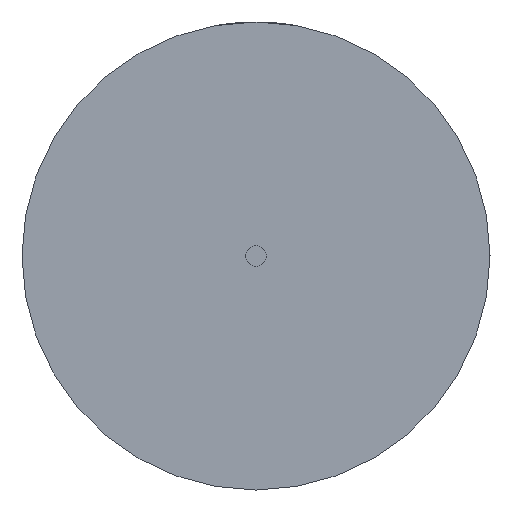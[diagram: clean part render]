
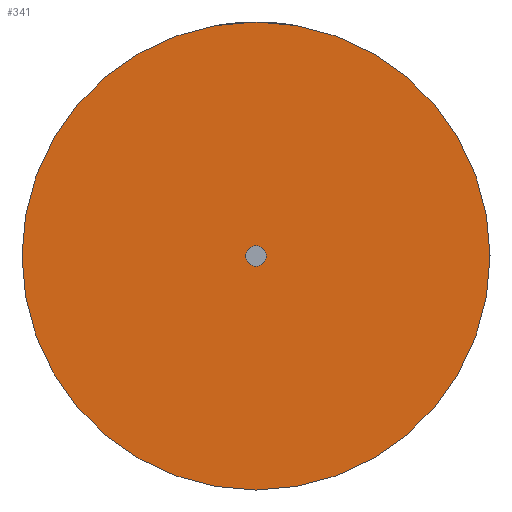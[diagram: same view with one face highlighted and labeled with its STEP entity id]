
A CAD part, left-side view. The second image highlights one B-rep face of the part: STEP entity #341.
In plain terms, the highlighted planar face has unit normal (-1, 0, 0).
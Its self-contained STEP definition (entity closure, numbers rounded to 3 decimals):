
#57 = CARTESIAN_POINT ( 'NONE',  ( -0.005, 0., -11.5 ) ) ;
#235 = CARTESIAN_POINT ( 'NONE',  ( -0.005, 0., 0. ) ) ;
#256 = CIRCLE ( 'NONE', #2721, 0.5 ) ;
#289 = CIRCLE ( 'NONE', #1976, 0.5 ) ;
#339 = DIRECTION ( 'NONE',  ( -1., 0., 0. ) ) ;
#341 = ADVANCED_FACE ( 'NONE', ( #1743, #3252 ), #2609, .T. ) ;
#485 = AXIS2_PLACEMENT_3D ( 'NONE', #987, #2737, #2728 ) ;
#489 = DIRECTION ( 'NONE',  ( -1., 0., 0. ) ) ;
#765 = ORIENTED_EDGE ( 'NONE', *, *, #2952, .F. ) ;
#786 = EDGE_LOOP ( 'NONE', ( #2273, #1209 ) ) ;
#793 = DIRECTION ( 'NONE',  ( 0., 0., 1. ) ) ;
#987 = CARTESIAN_POINT ( 'NONE',  ( -0.005, 0., 0. ) ) ;
#1021 = CIRCLE ( 'NONE', #1769, 11.5 ) ;
#1037 = CARTESIAN_POINT ( 'NONE',  ( -0.005, 0., 0. ) ) ;
#1069 = CARTESIAN_POINT ( 'NONE',  ( -0.005, 0., 0. ) ) ;
#1072 = VERTEX_POINT ( 'NONE', #2756 ) ;
#1209 = ORIENTED_EDGE ( 'NONE', *, *, #3203, .T. ) ;
#1286 = EDGE_CURVE ( 'NONE', #1072, #2164, #289, .T. ) ;
#1291 = DIRECTION ( 'NONE',  ( -1., 0., 0. ) ) ;
#1494 = CIRCLE ( 'NONE', #485, 11.5 ) ;
#1629 = CARTESIAN_POINT ( 'NONE',  ( -0.005, 0., -0.5 ) ) ;
#1641 = DIRECTION ( 'NONE',  ( 0., 0., 1. ) ) ;
#1720 = CARTESIAN_POINT ( 'NONE',  ( -0.005, 0., 0. ) ) ;
#1743 = FACE_OUTER_BOUND ( 'NONE', #786, .T. ) ;
#1769 = AXIS2_PLACEMENT_3D ( 'NONE', #235, #489, #2510 ) ;
#1942 = AXIS2_PLACEMENT_3D ( 'NONE', #1069, #339, #2859 ) ;
#1976 = AXIS2_PLACEMENT_3D ( 'NONE', #1720, #2208, #1641 ) ;
#1980 = EDGE_LOOP ( 'NONE', ( #765, #3026 ) ) ;
#2154 = VERTEX_POINT ( 'NONE', #2848 ) ;
#2164 = VERTEX_POINT ( 'NONE', #1629 ) ;
#2208 = DIRECTION ( 'NONE',  ( -1., 0., 0. ) ) ;
#2273 = ORIENTED_EDGE ( 'NONE', *, *, #2637, .T. ) ;
#2510 = DIRECTION ( 'NONE',  ( 0., 0., 1. ) ) ;
#2609 = PLANE ( 'NONE',  #1942 ) ;
#2637 = EDGE_CURVE ( 'NONE', #3010, #2154, #1494, .T. ) ;
#2721 = AXIS2_PLACEMENT_3D ( 'NONE', #1037, #1291, #793 ) ;
#2728 = DIRECTION ( 'NONE',  ( 0., 0., 1. ) ) ;
#2737 = DIRECTION ( 'NONE',  ( -1., 0., 0. ) ) ;
#2756 = CARTESIAN_POINT ( 'NONE',  ( -0.005, 0., 0.5 ) ) ;
#2848 = CARTESIAN_POINT ( 'NONE',  ( -0.005, 0., 11.5 ) ) ;
#2859 = DIRECTION ( 'NONE',  ( 0., 0., 1. ) ) ;
#2952 = EDGE_CURVE ( 'NONE', #2164, #1072, #256, .T. ) ;
#3010 = VERTEX_POINT ( 'NONE', #57 ) ;
#3026 = ORIENTED_EDGE ( 'NONE', *, *, #1286, .F. ) ;
#3203 = EDGE_CURVE ( 'NONE', #2154, #3010, #1021, .T. ) ;
#3252 = FACE_BOUND ( 'NONE', #1980, .T. ) ;
